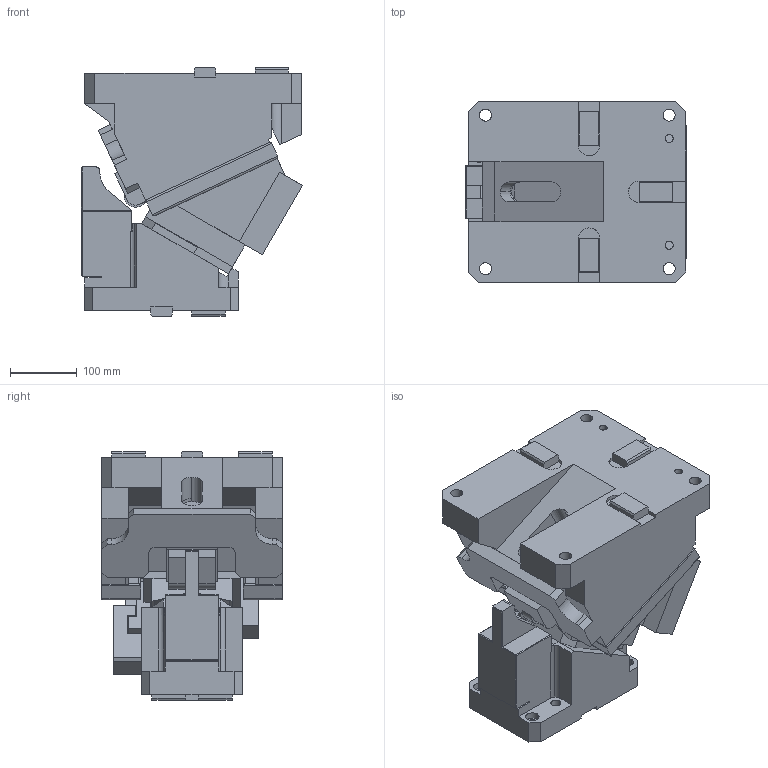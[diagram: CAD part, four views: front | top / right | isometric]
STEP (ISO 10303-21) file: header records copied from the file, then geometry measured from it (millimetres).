
FILE_DESCRIPTION(('CATIA V5 STEP Exchange'),'2;1');
FILE_NAME('CACG_200_30.stp','2015-04-22T09:46:00+00:00',('none'),('none'),'CATIA Version 5 Release 19 SP 2 (IN-10)','CATIA V5 STEP AP203','none');
FILE_SCHEMA(('CONFIG_CONTROL_DESIGN'));
Length unit declared in the file: millimetre
Products named in the file (1): CACG_200_30
Bounding box: 330.98 x 270 x 372 mm (x, y, z)
Volume: 16508492 mm3; surface area: 1037704.3 mm2
Topology: 3 solids, 9 shells, 540 faces, 1455 edges, 945 vertices
Faces by surface type: plane 354, cylinder 184, extrusion 2
Entity records: 19994 total; most frequent: CARTESIAN_POINT 7258, ORIENTED_EDGE 2910, DIRECTION 2095, EDGE_CURVE 1455, VECTOR 1138, LINE 1136, VERTEX_POINT 945, EDGE_LOOP 586
